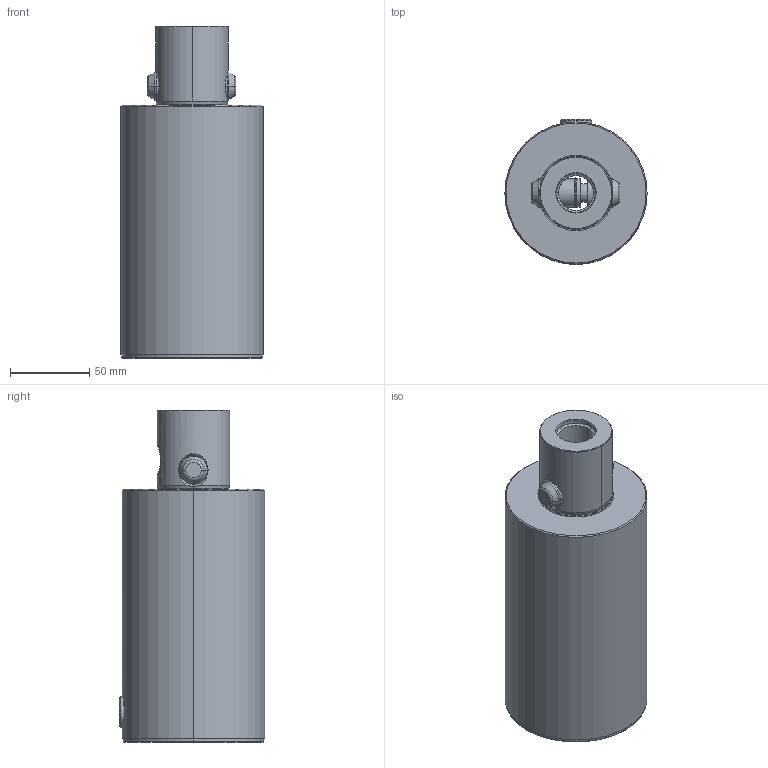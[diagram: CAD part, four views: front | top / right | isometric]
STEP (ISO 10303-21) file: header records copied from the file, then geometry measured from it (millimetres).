
FILE_DESCRIPTION(('no description'),'unknown implementation level');
FILE_NAME('A9214C4D-01C2-4EFD-81E8-096E72297FE1_export.stp',' ',('CIMSOURCE GmbH'),('CADClick - KiM GmbH - www.kimweb.de'),'unknown preprocess','ACIS','unknown authorization');
FILE_SCHEMA(('automotive_design'));
Length unit declared in the file: millimetre
Products named in the file (4): 331.776 Kaiser CKS7 X CKS7 X 160B|331.776 Kaiser CKS7 X CKS7 X 160B_Standard;NONE; 331.776 Kaiser CKS7 X CKS7 X 160B|690.437 Kaiser ETL M20 X 29 CK7_Standard;NONE; 331.776 Kaiser CKS7 X CKS7 X 160B|691.507 Kaiser ETL �18 X 56K_Standard|693.306 Sprengring_Standard;NONE; 331.776 Kaiser CKS7 X CKS7 X 160B|691.507 Kaiser ETL �18 X 56K_Standard|691.527 Mitnehmerbolzen_Standard;NONE
Bounding box: 90 x 91.82 x 210 mm (x, y, z)
Volume: 921480 mm3; surface area: 93685.5 mm2
Topology: 4 solids, 4 shells, 180 faces, 411 edges, 240 vertices
Faces by surface type: cylinder 57, cone 54, plane 41, torus 28
Entity records: 10692 total; most frequent: CARTESIAN_POINT 1816, DIRECTION 941, STYLED_ITEM 831, PRESENTATION_STYLE_ASSIGNMENT 831, COLOUR_RGB 831, ORIENTED_EDGE 814, EDGE_CURVE 407, CURVE_STYLE 407
